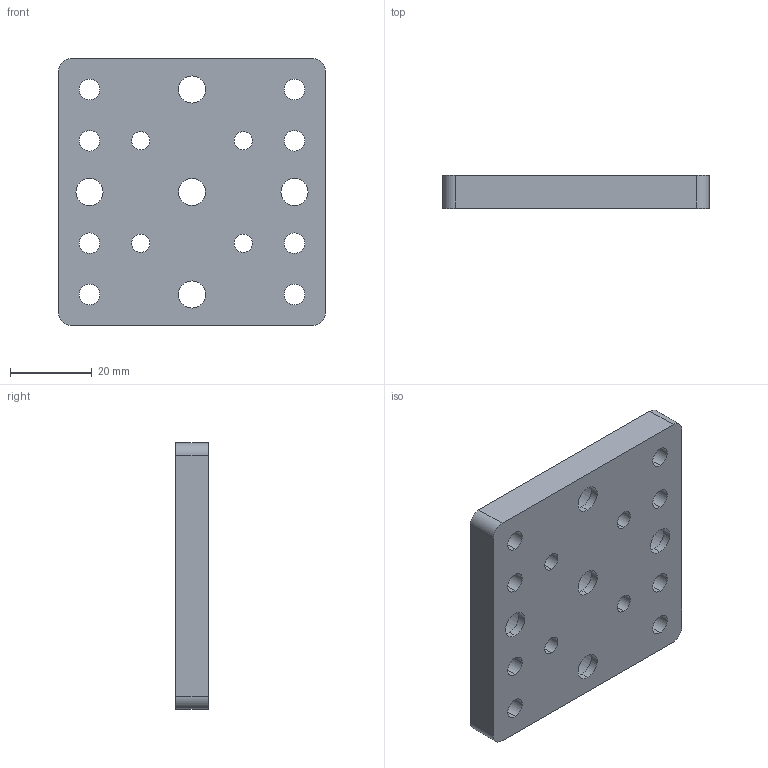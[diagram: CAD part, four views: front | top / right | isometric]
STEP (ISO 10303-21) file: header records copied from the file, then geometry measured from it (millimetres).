
FILE_DESCRIPTION (( 'STEP AP203' ), '1' );
FILE_NAME ('06UAP-2M.STEP', '2016-05-18T06:38:40', ( '' ), ( '' ), 'SwSTEP 2.0', 'SolidWorks 2016', '' );
FILE_SCHEMA (( 'CONFIG_CONTROL_DESIGN' ));
Length unit declared in the file: millimetre
Products named in the file (1): 06UAP-2M
Bounding box: 65 x 8 x 65 mm (x, y, z)
Volume: 28174.7 mm3; surface area: 12585.1 mm2
Topology: 1 solids, 1 shells, 71 faces, 180 edges, 120 vertices
Faces by surface type: cylinder 56, plane 15
Entity records: 2351 total; most frequent: DIRECTION 436, CARTESIAN_POINT 372, ORIENTED_EDGE 360, AXIS2_PLACEMENT_3D 184, EDGE_CURVE 180, VERTEX_POINT 120, EDGE_LOOP 114, CIRCLE 112
